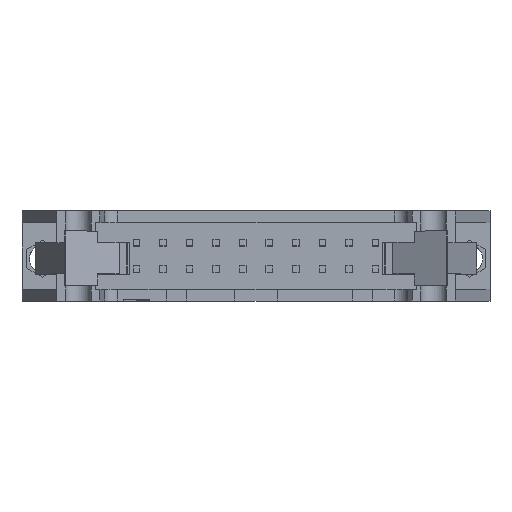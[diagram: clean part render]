
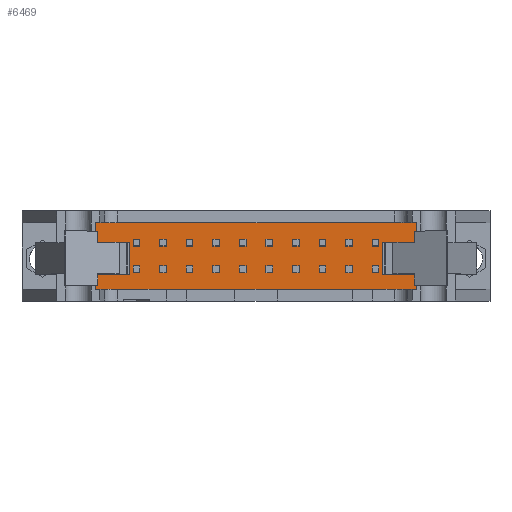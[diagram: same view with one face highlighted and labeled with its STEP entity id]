
A CAD part, top view. The second image highlights one B-rep face of the part: STEP entity #6469.
In plain terms, the highlighted planar face has unit normal (0, 0, 1).
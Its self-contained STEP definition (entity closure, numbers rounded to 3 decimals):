
#266=B_SPLINE_CURVE_WITH_KNOTS($,1,(#10202,#10203),.UNSPECIFIED.,.F.,.F.,
(2,2),(0.,1.),.UNSPECIFIED.);
#272=B_SPLINE_CURVE_WITH_KNOTS($,1,(#10225,#10226),.UNSPECIFIED.,.F.,.F.,
(2,2),(0.,1.),.UNSPECIFIED.);
#278=B_SPLINE_CURVE_WITH_KNOTS($,1,(#10242,#10243),.UNSPECIFIED.,.F.,.F.,
(2,2),(0.,1.),.UNSPECIFIED.);
#284=B_SPLINE_CURVE_WITH_KNOTS($,1,(#10285,#10286),.UNSPECIFIED.,.F.,.F.,
(2,2),(0.,1.),.UNSPECIFIED.);
#409=B_SPLINE_CURVE_WITH_KNOTS($,1,(#11289,#11290),.UNSPECIFIED.,.F.,.F.,
(2,2),(0.,1.),.UNSPECIFIED.);
#410=B_SPLINE_CURVE_WITH_KNOTS($,1,(#11292,#11293),.UNSPECIFIED.,.F.,.F.,
(2,2),(0.,1.),.UNSPECIFIED.);
#411=B_SPLINE_CURVE_WITH_KNOTS($,1,(#11295,#11296),.UNSPECIFIED.,.F.,.F.,
(2,2),(0.,1.),.UNSPECIFIED.);
#412=B_SPLINE_CURVE_WITH_KNOTS($,1,(#11299,#11300),.UNSPECIFIED.,.F.,.F.,
(2,2),(0.,1.),.UNSPECIFIED.);
#413=B_SPLINE_CURVE_WITH_KNOTS($,1,(#11302,#11303),.UNSPECIFIED.,.F.,.F.,
(2,2),(0.,1.),.UNSPECIFIED.);
#414=B_SPLINE_CURVE_WITH_KNOTS($,1,(#11305,#11306),.UNSPECIFIED.,.F.,.F.,
(2,2),(0.,1.),.UNSPECIFIED.);
#415=B_SPLINE_CURVE_WITH_KNOTS($,1,(#11308,#11309),.UNSPECIFIED.,.F.,.F.,
(2,2),(0.,1.),.UNSPECIFIED.);
#416=B_SPLINE_CURVE_WITH_KNOTS($,1,(#11311,#11312),.UNSPECIFIED.,.F.,.F.,
(2,2),(0.,1.),.UNSPECIFIED.);
#417=B_SPLINE_CURVE_WITH_KNOTS($,1,(#11314,#11315),.UNSPECIFIED.,.F.,.F.,
(2,2),(0.,1.),.UNSPECIFIED.);
#418=B_SPLINE_CURVE_WITH_KNOTS($,1,(#11316,#11317),.UNSPECIFIED.,.F.,.F.,
(2,2),(0.,1.),.UNSPECIFIED.);
#555=FACE_OUTER_BOUND($,#978,.T.);
#978=EDGE_LOOP($,(#4595,#4596,#4597,#4598,#4599,#4600,#4601,#4602,#4603,
#4604,#4605,#4606,#4607,#4608));
#2625=VERTEX_POINT($,#10192);
#2628=VERTEX_POINT($,#10199);
#2634=VERTEX_POINT($,#10224);
#2638=VERTEX_POINT($,#10239);
#2643=VERTEX_POINT($,#10283);
#2644=VERTEX_POINT($,#10284);
#2655=VERTEX_POINT($,#10358);
#2709=VERTEX_POINT($,#11286);
#2710=VERTEX_POINT($,#11298);
#2711=VERTEX_POINT($,#11301);
#2712=VERTEX_POINT($,#11304);
#2713=VERTEX_POINT($,#11307);
#2714=VERTEX_POINT($,#11310);
#2715=VERTEX_POINT($,#11313);
#3279=EDGE_CURVE($,#2625,#2628,#266,.F.);
#3285=EDGE_CURVE($,#2634,#2625,#272,.F.);
#3291=EDGE_CURVE($,#2628,#2638,#278,.F.);
#3297=EDGE_CURVE($,#2643,#2644,#284,.F.);
#3422=EDGE_CURVE($,#2644,#2709,#409,.F.);
#3423=EDGE_CURVE($,#2709,#2655,#410,.F.);
#3424=EDGE_CURVE($,#2634,#2655,#411,.T.);
#3425=EDGE_CURVE($,#2710,#2638,#412,.F.);
#3426=EDGE_CURVE($,#2711,#2710,#413,.F.);
#3427=EDGE_CURVE($,#2712,#2711,#414,.F.);
#3428=EDGE_CURVE($,#2713,#2712,#415,.F.);
#3429=EDGE_CURVE($,#2714,#2713,#416,.F.);
#3430=EDGE_CURVE($,#2715,#2714,#417,.F.);
#3431=EDGE_CURVE($,#2643,#2715,#418,.F.);
#4595=ORIENTED_EDGE($,*,*,#3291,.T.);
#4596=ORIENTED_EDGE($,*,*,#3425,.F.);
#4597=ORIENTED_EDGE($,*,*,#3426,.F.);
#4598=ORIENTED_EDGE($,*,*,#3427,.F.);
#4599=ORIENTED_EDGE($,*,*,#3428,.F.);
#4600=ORIENTED_EDGE($,*,*,#3429,.F.);
#4601=ORIENTED_EDGE($,*,*,#3430,.F.);
#4602=ORIENTED_EDGE($,*,*,#3431,.F.);
#4603=ORIENTED_EDGE($,*,*,#3297,.T.);
#4604=ORIENTED_EDGE($,*,*,#3422,.T.);
#4605=ORIENTED_EDGE($,*,*,#3423,.T.);
#4606=ORIENTED_EDGE($,*,*,#3424,.F.);
#4607=ORIENTED_EDGE($,*,*,#3285,.T.);
#4608=ORIENTED_EDGE($,*,*,#3279,.T.);
#6080=PLANE($,#6965);
#6469=ADVANCED_FACE($,(#555),#6080,.F.);
#6965=AXIS2_PLACEMENT_3D($,#11297,#7489,#7490);
#7489=DIRECTION('center_axis',(0.,0.,-1.));
#7490=DIRECTION('ref_axis',(-1.,0.,0.));
#10192=CARTESIAN_POINT('',(15.367,-3.175,7.62));
#10199=CARTESIAN_POINT('',(15.367,-1.727,7.62));
#10202=CARTESIAN_POINT('Ctrl Pts',(15.367,-1.727,7.62));
#10203=CARTESIAN_POINT('Ctrl Pts',(15.367,-3.175,7.62));
#10224=CARTESIAN_POINT('',(2.032,-3.175,7.62));
#10225=CARTESIAN_POINT('Ctrl Pts',(15.367,-3.175,7.62));
#10226=CARTESIAN_POINT('Ctrl Pts',(2.032,-3.175,7.62));
#10239=CARTESIAN_POINT('',(12.065,-1.727,7.62));
#10242=CARTESIAN_POINT('Ctrl Pts',(12.065,-1.727,7.62));
#10243=CARTESIAN_POINT('Ctrl Pts',(15.367,-1.727,7.62));
#10283=CARTESIAN_POINT('',(-12.065,-1.727,7.62));
#10284=CARTESIAN_POINT('',(-15.367,-1.727,7.62));
#10285=CARTESIAN_POINT('Ctrl Pts',(-15.367,-1.727,
7.62));
#10286=CARTESIAN_POINT('Ctrl Pts',(-12.065,-1.727,
7.62));
#10358=CARTESIAN_POINT('',(-2.032,-3.175,7.62));
#11286=CARTESIAN_POINT('',(-15.367,-3.175,7.62));
#11289=CARTESIAN_POINT('Ctrl Pts',(-15.367,-3.175,
7.62));
#11290=CARTESIAN_POINT('Ctrl Pts',(-15.367,-1.727,
7.62));
#11292=CARTESIAN_POINT('Ctrl Pts',(-2.032,-3.175,
7.62));
#11293=CARTESIAN_POINT('Ctrl Pts',(-15.367,-3.175,
7.62));
#11295=CARTESIAN_POINT('Ctrl Pts',(2.032,-3.175,7.62));
#11296=CARTESIAN_POINT('Ctrl Pts',(-2.032,-3.175,
7.62));
#11297=CARTESIAN_POINT('Origin',(15.982,-3.302,7.62));
#11298=CARTESIAN_POINT('',(12.065,1.27,7.62));
#11299=CARTESIAN_POINT('Ctrl Pts',(12.065,-1.727,7.62));
#11300=CARTESIAN_POINT('Ctrl Pts',(12.065,1.27,7.62));
#11301=CARTESIAN_POINT('',(15.367,1.27,7.62));
#11302=CARTESIAN_POINT('Ctrl Pts',(12.065,1.27,7.62));
#11303=CARTESIAN_POINT('Ctrl Pts',(15.367,1.27,7.62));
#11304=CARTESIAN_POINT('',(15.367,3.175,7.62));
#11305=CARTESIAN_POINT('Ctrl Pts',(15.367,1.27,7.62));
#11306=CARTESIAN_POINT('Ctrl Pts',(15.367,3.175,7.62));
#11307=CARTESIAN_POINT('',(-15.367,3.175,7.62));
#11308=CARTESIAN_POINT('Ctrl Pts',(15.367,3.175,7.62));
#11309=CARTESIAN_POINT('Ctrl Pts',(-15.367,3.175,7.62));
#11310=CARTESIAN_POINT('',(-15.367,1.27,7.62));
#11311=CARTESIAN_POINT('Ctrl Pts',(-15.367,3.175,7.62));
#11312=CARTESIAN_POINT('Ctrl Pts',(-15.367,1.27,7.62));
#11313=CARTESIAN_POINT('',(-12.065,1.27,7.62));
#11314=CARTESIAN_POINT('Ctrl Pts',(-15.367,1.27,7.62));
#11315=CARTESIAN_POINT('Ctrl Pts',(-12.065,1.27,7.62));
#11316=CARTESIAN_POINT('Ctrl Pts',(-12.065,1.27,7.62));
#11317=CARTESIAN_POINT('Ctrl Pts',(-12.065,-1.727,
7.62));
